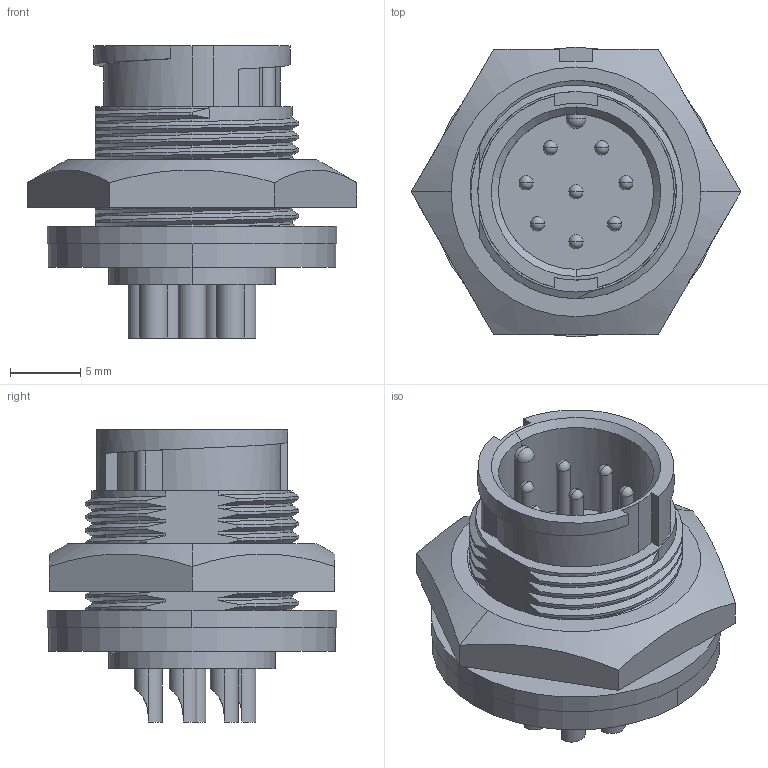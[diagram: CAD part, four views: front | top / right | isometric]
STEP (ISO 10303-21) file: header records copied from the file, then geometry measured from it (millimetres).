
FILE_DESCRIPTION (( 'STEP AP203' ), '1' );
FILE_NAME ('7282-8PG-300.STEP', '2015-11-13T19:24:32', ( '' ), ( '' ), 'SwSTEP 2.0', 'SolidWorks 2014', '' );
FILE_SCHEMA (( 'CONFIG_CONTROL_DESIGN' ));
Length unit declared in the file: inch
Products named in the file (1): 7282-8PG-300
Bounding box: 23.46 x 20.62 x 20.8 mm (x, y, z)
Volume: 3030 mm3; surface area: 3059.4 mm2
Topology: 2 solids, 2 shells, 202 faces, 536 edges, 342 vertices
Faces by surface type: cylinder 106, plane 50, bspline 24, sphere 18, cone 4
Entity records: 12529 total; most frequent: CARTESIAN_POINT 8077, ORIENTED_EDGE 1000, DIRECTION 806, EDGE_CURVE 500, VERTEX_POINT 324, AXIS2_PLACEMENT_3D 301, EDGE_LOOP 226, LINE 204
